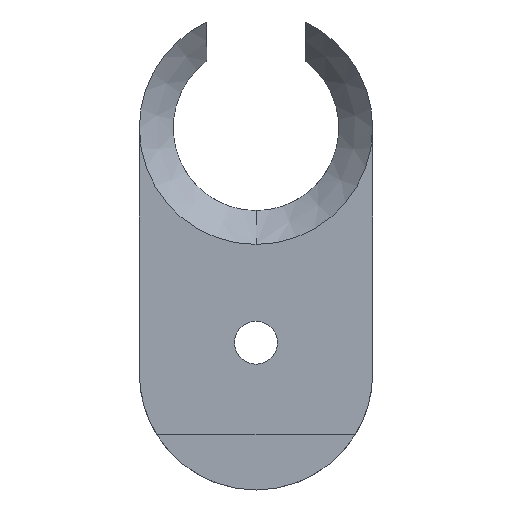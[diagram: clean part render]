
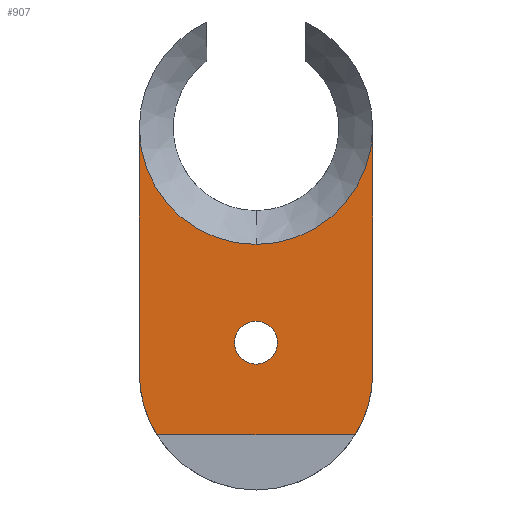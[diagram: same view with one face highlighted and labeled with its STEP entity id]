
A CAD part, front view. The second image highlights one B-rep face of the part: STEP entity #907.
In plain terms, the highlighted planar face has unit normal (0, -1, 0).
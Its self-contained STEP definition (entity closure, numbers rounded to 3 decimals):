
#1 = EDGE_CURVE ( 'NONE', #291, #965, #583, .T. ) ;
#34 = CARTESIAN_POINT ( 'NONE',  ( 0., 5., 0. ) ) ;
#58 = DIRECTION ( 'NONE',  ( 1., 0., 0. ) ) ;
#62 = EDGE_LOOP ( 'NONE', ( #854, #366 ) ) ;
#63 = DIRECTION ( 'NONE',  ( 0., -1., 0. ) ) ;
#64 = VERTEX_POINT ( 'NONE', #334 ) ;
#67 = CARTESIAN_POINT ( 'NONE',  ( 38., 5., 0. ) ) ;
#71 = EDGE_CURVE ( 'NONE', #856, #291, #890, .T. ) ;
#72 = DIRECTION ( 'NONE',  ( 0., 0., 1. ) ) ;
#91 = CARTESIAN_POINT ( 'NONE',  ( -38., 5., 0. ) ) ;
#94 = CARTESIAN_POINT ( 'NONE',  ( 0., 5., -77. ) ) ;
#98 = VERTEX_POINT ( 'NONE', #264 ) ;
#106 = DIRECTION ( 'NONE',  ( 0., 1., 0. ) ) ;
#107 = EDGE_CURVE ( 'NONE', #965, #98, #363, .T. ) ;
#115 = AXIS2_PLACEMENT_3D ( 'NONE', #236, #529, #372 ) ;
#118 = EDGE_CURVE ( 'NONE', #98, #607, #184, .T. ) ;
#125 = DIRECTION ( 'NONE',  ( 0., 0., 1. ) ) ;
#136 = PLANE ( 'NONE',  #895 ) ;
#138 = EDGE_CURVE ( 'NONE', #645, #420, #309, .T. ) ;
#139 = DIRECTION ( 'NONE',  ( 0., 1., 0. ) ) ;
#144 = CARTESIAN_POINT ( 'NONE',  ( 0., 5., 0. ) ) ;
#150 = CARTESIAN_POINT ( 'NONE',  ( -38., 5., -100. ) ) ;
#184 = LINE ( 'NONE', #150, #617 ) ;
#189 = AXIS2_PLACEMENT_3D ( 'NONE', #968, #63, #980 ) ;
#194 = CIRCLE ( 'NONE', #551, 38. ) ;
#201 = CARTESIAN_POINT ( 'NONE',  ( 0., 5., -70. ) ) ;
#236 = CARTESIAN_POINT ( 'NONE',  ( 0., 5., -70. ) ) ;
#244 = EDGE_CURVE ( 'NONE', #64, #654, #642, .T. ) ;
#250 = AXIS2_PLACEMENT_3D ( 'NONE', #144, #820, #581 ) ;
#258 = ORIENTED_EDGE ( 'NONE', *, *, #71, .T. ) ;
#264 = CARTESIAN_POINT ( 'NONE',  ( -32.311, 5., -100. ) ) ;
#276 = VECTOR ( 'NONE', #967, 1000. ) ;
#284 = CARTESIAN_POINT ( 'NONE',  ( 0., 5., -80. ) ) ;
#291 = VERTEX_POINT ( 'NONE', #91 ) ;
#309 = LINE ( 'NONE', #67, #276 ) ;
#320 = CIRCLE ( 'NONE', #628, 7. ) ;
#334 = CARTESIAN_POINT ( 'NONE',  ( 0., 5., -63. ) ) ;
#335 = ORIENTED_EDGE ( 'NONE', *, *, #1, .T. ) ;
#363 = CIRCLE ( 'NONE', #189, 38. ) ;
#366 = ORIENTED_EDGE ( 'NONE', *, *, #882, .T. ) ;
#372 = DIRECTION ( 'NONE',  ( 0., 0., 1. ) ) ;
#409 = VECTOR ( 'NONE', #416, 1000. ) ;
#411 = AXIS2_PLACEMENT_3D ( 'NONE', #284, #802, #125 ) ;
#414 = EDGE_CURVE ( 'NONE', #607, #645, #418, .T. ) ;
#416 = DIRECTION ( 'NONE',  ( 0., 0., -1. ) ) ;
#418 = CIRCLE ( 'NONE', #411, 38. ) ;
#420 = VERTEX_POINT ( 'NONE', #440 ) ;
#440 = CARTESIAN_POINT ( 'NONE',  ( 38., 5., 0. ) ) ;
#453 = CARTESIAN_POINT ( 'NONE',  ( -38., 5., 0. ) ) ;
#454 = ORIENTED_EDGE ( 'NONE', *, *, #727, .T. ) ;
#486 = ORIENTED_EDGE ( 'NONE', *, *, #107, .T. ) ;
#529 = DIRECTION ( 'NONE',  ( 0., 1., 0. ) ) ;
#551 = AXIS2_PLACEMENT_3D ( 'NONE', #34, #106, #863 ) ;
#557 = CARTESIAN_POINT ( 'NONE',  ( -38., 5., 0. ) ) ;
#563 = ORIENTED_EDGE ( 'NONE', *, *, #414, .T. ) ;
#580 = CARTESIAN_POINT ( 'NONE',  ( 0., 5., -38. ) ) ;
#581 = DIRECTION ( 'NONE',  ( 0., 0., -1. ) ) ;
#583 = LINE ( 'NONE', #557, #409 ) ;
#596 = DIRECTION ( 'NONE',  ( 0., 0., -1. ) ) ;
#607 = VERTEX_POINT ( 'NONE', #819 ) ;
#616 = FACE_OUTER_BOUND ( 'NONE', #676, .T. ) ;
#617 = VECTOR ( 'NONE', #58, 1000. ) ;
#628 = AXIS2_PLACEMENT_3D ( 'NONE', #201, #139, #72 ) ;
#630 = ORIENTED_EDGE ( 'NONE', *, *, #118, .T. ) ;
#633 = ORIENTED_EDGE ( 'NONE', *, *, #138, .T. ) ;
#642 = CIRCLE ( 'NONE', #115, 7. ) ;
#645 = VERTEX_POINT ( 'NONE', #689 ) ;
#654 = VERTEX_POINT ( 'NONE', #94 ) ;
#676 = EDGE_LOOP ( 'NONE', ( #563, #633, #454, #258, #335, #486, #630 ) ) ;
#689 = CARTESIAN_POINT ( 'NONE',  ( 38., 5., -80. ) ) ;
#727 = EDGE_CURVE ( 'NONE', #420, #856, #194, .T. ) ;
#802 = DIRECTION ( 'NONE',  ( 0., -1., 0. ) ) ;
#803 = FACE_BOUND ( 'NONE', #62, .T. ) ;
#819 = CARTESIAN_POINT ( 'NONE',  ( 32.311, 5., -100. ) ) ;
#820 = DIRECTION ( 'NONE',  ( 0., 1., 0. ) ) ;
#831 = DIRECTION ( 'NONE',  ( 0., -1., 0. ) ) ;
#851 = CARTESIAN_POINT ( 'NONE',  ( -38., 5., -80. ) ) ;
#854 = ORIENTED_EDGE ( 'NONE', *, *, #244, .T. ) ;
#856 = VERTEX_POINT ( 'NONE', #580 ) ;
#863 = DIRECTION ( 'NONE',  ( 0., 0., -1. ) ) ;
#882 = EDGE_CURVE ( 'NONE', #654, #64, #320, .T. ) ;
#890 = CIRCLE ( 'NONE', #250, 38. ) ;
#895 = AXIS2_PLACEMENT_3D ( 'NONE', #453, #831, #596 ) ;
#907 = ADVANCED_FACE ( 'NONE', ( #803, #616 ), #136, .T. ) ;
#965 = VERTEX_POINT ( 'NONE', #851 ) ;
#967 = DIRECTION ( 'NONE',  ( 0., 0., 1. ) ) ;
#968 = CARTESIAN_POINT ( 'NONE',  ( 0., 5., -80. ) ) ;
#980 = DIRECTION ( 'NONE',  ( 0., 0., 1. ) ) ;
